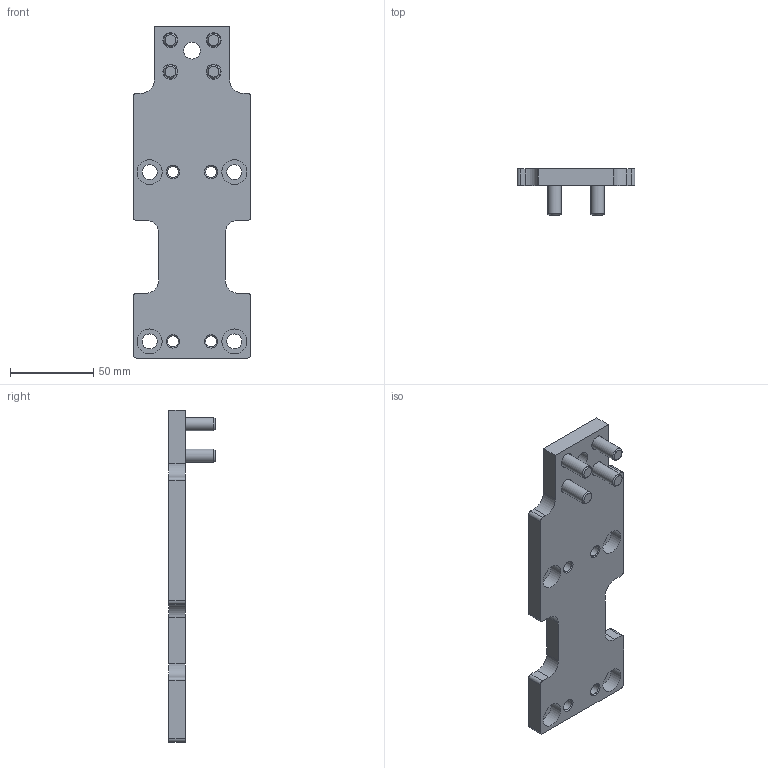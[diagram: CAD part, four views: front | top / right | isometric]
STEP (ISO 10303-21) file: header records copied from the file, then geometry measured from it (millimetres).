
FILE_DESCRIPTION(/* description */ ('STEP AP214'),/* implementation_level */ '2;1');
FILE_NAME(/* name */ '2349285_DAMF-50-FKP',/* time_stamp */ '2024-08-13T14:47:47+02:00',/* author */ ('License CC BY-ND 4.0'),/* organization */ ('CADENAS'),/* preprocessor_version */ 'ST-DEVELOPER v19.3',/* originating_system */ 'PARTsolutions',/* authorisation */ ' ');
FILE_SCHEMA (('AUTOMOTIVE_DESIGN {1 0 10303 214 3 1 1}'));
Length unit declared in the file: millimetre
Products named in the file (3): 2349285 DAMF-50-FKP; 2349285 DAMF-50-FKP_p; DIN-912 - M8x20(F)
Assembly tree (5 placements, depth 2):
  2349285 DAMF-50-FKP
    2349285 DAMF-50-FKP_p
    DIN-912 - M8x20(F)  x4
Bounding box: 71 x 28 x 200 mm (x, y, z)
Volume: 111786.2 mm3; surface area: 37173.6 mm2
Topology: 5 solids, 5 shells, 181 faces, 381 edges, 222 vertices
Faces by surface type: plane 86, cone 52, cylinder 43
Full cylindrical faces by diameter (mm): 6.647 x4, 8 x4, 9 x8, 10 x1, 13 x4, 15 x8
Entity records: 2708 total; most frequent: DIRECTION 482, CARTESIAN_POINT 452, ORIENTED_EDGE 368, AXIS2_PLACEMENT_3D 201, EDGE_CURVE 184, FACE_BOUND 169, EDGE_LOOP 168, VERTEX_POINT 137
